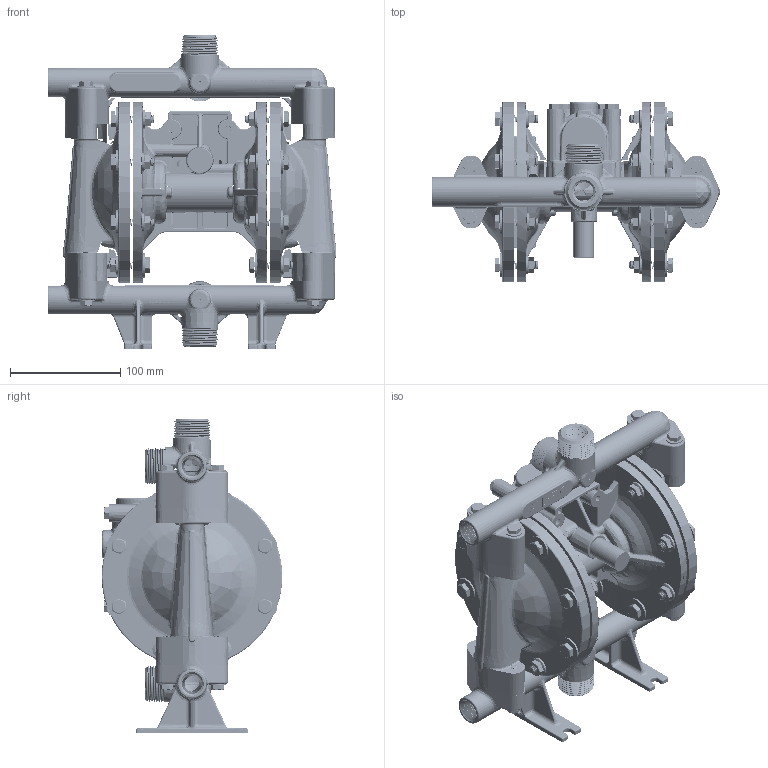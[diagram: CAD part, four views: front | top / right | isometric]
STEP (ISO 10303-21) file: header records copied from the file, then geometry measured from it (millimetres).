
FILE_DESCRIPTION (( 'STEP AP203' ), '1' );
FILE_NAME ('A050-xMM-ASSY_STEP-05-29-2015.STEP', '2015-05-29T15:47:27', ( '' ), ( '' ), 'SwSTEP 2.0', 'SolidWorks 2015', '' );
FILE_SCHEMA (( 'CONFIG_CONTROL_DESIGN' ));
Products named in the file (1): A050-xMM-ASSY_STEP-05-29-2015
Bounding box: 261.76 x 163.58 x 284.48 mm (x, y, z)
Surface area: 411830.8 mm2 (no closed solid volume)
Topology: 0 solids, 187 shells, 4272 faces, 16033 edges, 11763 vertices
Faces by surface type: cylinder 1601, bspline 1297, plane 787, cone 587
Entity records: 376138 total; most frequent: CARTESIAN_POINT 269267, ORIENTED_EDGE 24343, EDGE_CURVE 16022, DIRECTION 13906, VERTEX_POINT 11763, B_SPLINE_CURVE_WITH_KNOTS 9347, AXIS2_PLACEMENT_3D 5093, EDGE_LOOP 4557
